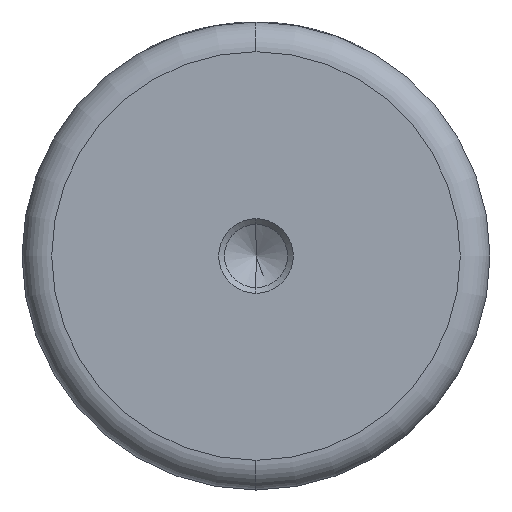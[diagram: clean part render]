
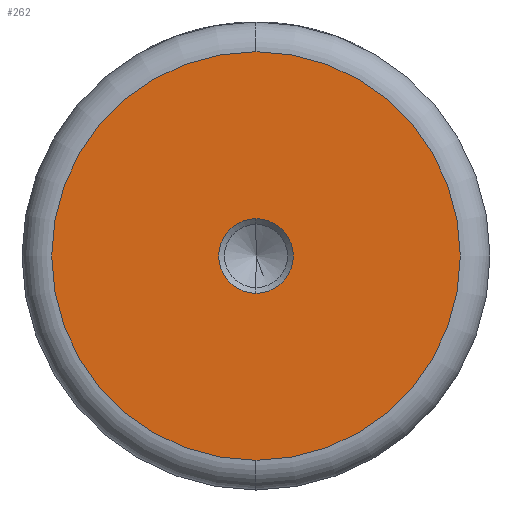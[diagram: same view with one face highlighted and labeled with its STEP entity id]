
A CAD part, left-side view. The second image highlights one B-rep face of the part: STEP entity #262.
In plain terms, the highlighted planar face has unit normal (-1, 0, 0).
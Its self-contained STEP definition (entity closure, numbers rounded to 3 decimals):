
#4 = DIRECTION ( 'NONE',  ( 0., 0., 1. ) ) ;
#16 = CIRCLE ( 'NONE', #265, 5.025 ) ;
#112 = DIRECTION ( 'NONE',  ( 0., 0., 1. ) ) ;
#175 = DIRECTION ( 'NONE',  ( -1., 0., 0. ) ) ;
#262 = ADVANCED_FACE ( 'NONE', ( #1132, #1156 ), #1409, .T. ) ;
#265 = AXIS2_PLACEMENT_3D ( 'NONE', #674, #1475, #783 ) ;
#313 = CARTESIAN_POINT ( 'NONE',  ( 0., 0., 0. ) ) ;
#352 = ORIENTED_EDGE ( 'NONE', *, *, #1066, .F. ) ;
#378 = CARTESIAN_POINT ( 'NONE',  ( 0., 0., 0. ) ) ;
#436 = DIRECTION ( 'NONE',  ( 0., 0., 1. ) ) ;
#483 = CARTESIAN_POINT ( 'NONE',  ( 0., 0., -27.5 ) ) ;
#490 = EDGE_CURVE ( 'NONE', #1366, #1403, #552, .T. ) ;
#501 = ORIENTED_EDGE ( 'NONE', *, *, #727, .T. ) ;
#552 = CIRCLE ( 'NONE', #1450, 27.5 ) ;
#574 = AXIS2_PLACEMENT_3D ( 'NONE', #1507, #813, #112 ) ;
#617 = EDGE_CURVE ( 'NONE', #931, #845, #16, .T. ) ;
#674 = CARTESIAN_POINT ( 'NONE',  ( 0., 0., 0. ) ) ;
#694 = EDGE_LOOP ( 'NONE', ( #1300, #501 ) ) ;
#726 = AXIS2_PLACEMENT_3D ( 'NONE', #869, #175, #973 ) ;
#727 = EDGE_CURVE ( 'NONE', #1403, #1366, #937, .T. ) ;
#729 = DIRECTION ( 'NONE',  ( -1., 0., 0. ) ) ;
#783 = DIRECTION ( 'NONE',  ( 0., 0., 1. ) ) ;
#813 = DIRECTION ( 'NONE',  ( -1., 0., 0. ) ) ;
#845 = VERTEX_POINT ( 'NONE', #896 ) ;
#869 = CARTESIAN_POINT ( 'NONE',  ( 0., 0., 0. ) ) ;
#896 = CARTESIAN_POINT ( 'NONE',  ( 0., 0., 5.025 ) ) ;
#931 = VERTEX_POINT ( 'NONE', #1270 ) ;
#937 = CIRCLE ( 'NONE', #574, 27.5 ) ;
#972 = AXIS2_PLACEMENT_3D ( 'NONE', #378, #729, #4 ) ;
#973 = DIRECTION ( 'NONE',  ( 0., 0., 1. ) ) ;
#1000 = CIRCLE ( 'NONE', #726, 5.025 ) ;
#1066 = EDGE_CURVE ( 'NONE', #845, #931, #1000, .T. ) ;
#1100 = DIRECTION ( 'NONE',  ( -1., 0., 0. ) ) ;
#1132 = FACE_BOUND ( 'NONE', #1405, .T. ) ;
#1156 = FACE_OUTER_BOUND ( 'NONE', #694, .T. ) ;
#1270 = CARTESIAN_POINT ( 'NONE',  ( 0., 0., -5.025 ) ) ;
#1278 = ORIENTED_EDGE ( 'NONE', *, *, #617, .F. ) ;
#1300 = ORIENTED_EDGE ( 'NONE', *, *, #490, .T. ) ;
#1352 = CARTESIAN_POINT ( 'NONE',  ( 0., 0., 27.5 ) ) ;
#1366 = VERTEX_POINT ( 'NONE', #1352 ) ;
#1403 = VERTEX_POINT ( 'NONE', #483 ) ;
#1405 = EDGE_LOOP ( 'NONE', ( #352, #1278 ) ) ;
#1409 = PLANE ( 'NONE',  #972 ) ;
#1450 = AXIS2_PLACEMENT_3D ( 'NONE', #313, #1100, #436 ) ;
#1475 = DIRECTION ( 'NONE',  ( -1., 0., 0. ) ) ;
#1507 = CARTESIAN_POINT ( 'NONE',  ( 0., 0., 0. ) ) ;
